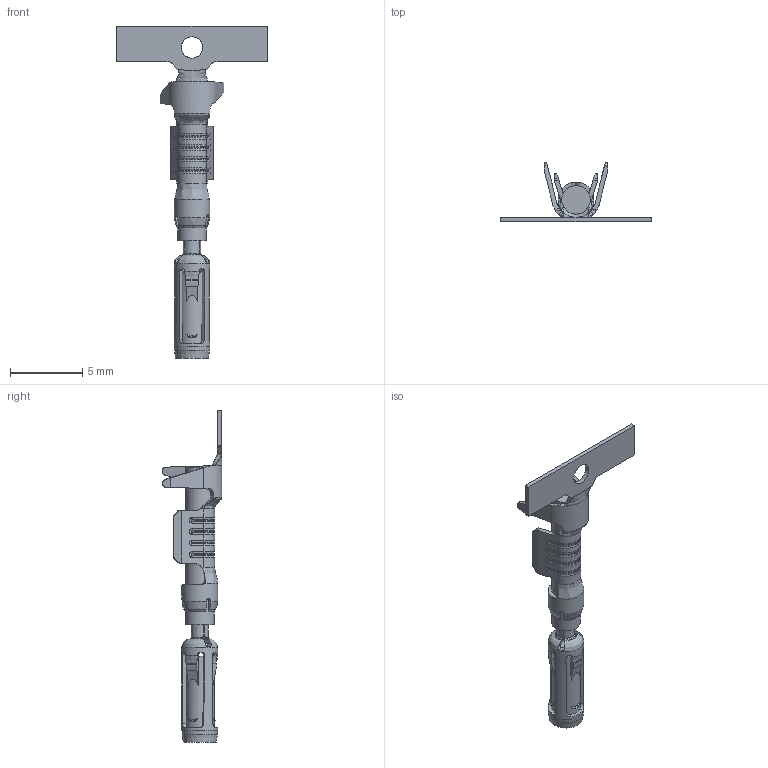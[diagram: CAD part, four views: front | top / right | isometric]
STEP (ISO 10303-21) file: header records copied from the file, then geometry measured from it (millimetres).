
FILE_DESCRIPTION( ('This file contains a STEP AP42 implementation' ,'as created by ZW3D STEP Interface translator.') ,'2;1' );
FILE_NAME( 'C_T72XXS-C193P1SN01.stp' ,'23 314.155233', (''), ('ZWCAD Software Co.'), 'Version 1.0', 'ZW3D to STEP translator', '' );
FILE_SCHEMA(('AUTOMOTIVE_DESIGN { 1 0 10303 214 1 1 1 1 }'));
Length unit declared in the file: millimetre
Products named in the file (2): 0; T72XXS-C193PXX01
Bounding box: 10.39 x 4.11 x 22.97 mm (x, y, z)
Volume: 75.9 mm3; surface area: 292.8 mm2
Topology: 1 solids, 1 shells, 416 faces, 1169 edges, 748 vertices
Faces by surface type: cylinder 156, plane 128, bspline 116, cone 16
Full cylindrical faces by diameter (mm): 1.98 x1
Entity records: 22214 total; most frequent: CARTESIAN_POINT 13580, ORIENTED_EDGE 2338, EDGE_CURVE 1169, B_SPLINE_CURVE_WITH_KNOTS 1068, VERTEX_POINT 748, DIRECTION 738, EDGE_LOOP 427, FACE_OUTER_BOUND 416
